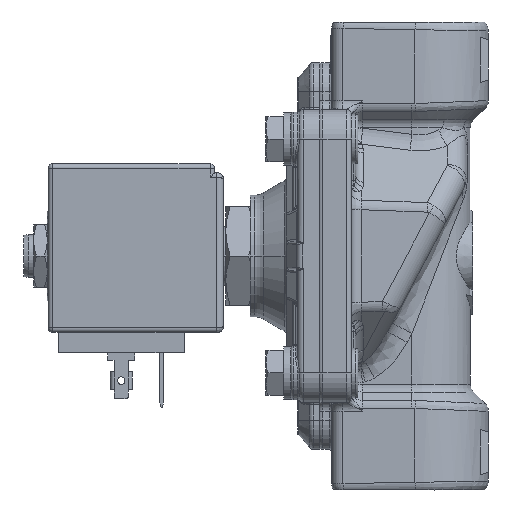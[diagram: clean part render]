
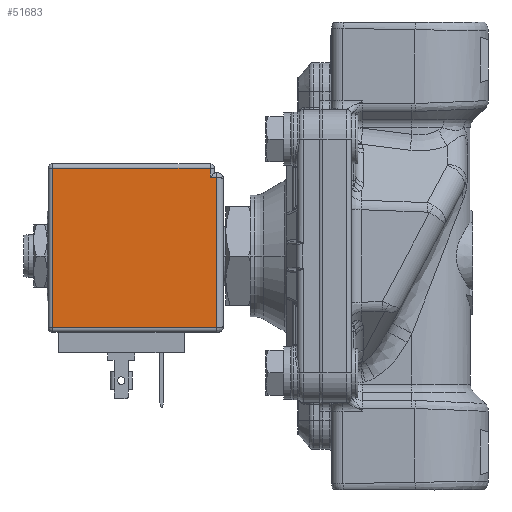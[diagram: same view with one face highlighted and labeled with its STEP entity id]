
A CAD part, left-side view. The second image highlights one B-rep face of the part: STEP entity #51683.
In plain terms, the highlighted planar face has unit normal (-1, 0, 0).
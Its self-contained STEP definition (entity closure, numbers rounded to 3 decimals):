
#11804=DIRECTION('',(0.,0.,1.));
#11805=VECTOR('',#11804,33.5);
#11806=CARTESIAN_POINT('',(-15.,43.35,
-16.));
#11807=LINE('',#11806,#11805);
#11918=DIRECTION('',(0.,1.,0.));
#11919=VECTOR('',#11918,1.5);
#11920=CARTESIAN_POINT('',(-15.,43.35,
17.5));
#11921=LINE('',#11920,#11919);
#11940=DIRECTION('',(0.,-1.,0.));
#11941=VECTOR('',#11940,36.5);
#11942=CARTESIAN_POINT('',(-15.,79.85,-16.));
#11943=LINE('',#11942,#11941);
#12114=DIRECTION('',(0.,0.,1.));
#12115=VECTOR('',#12114,2.);
#12116=CARTESIAN_POINT('',(-15.,44.85,17.5));
#12117=LINE('',#12116,#12115);
#12137=DIRECTION('',(0.,1.,0.));
#12138=VECTOR('',#12137,35.);
#12139=CARTESIAN_POINT('',(-15.,44.85,19.5));
#12140=LINE('',#12139,#12138);
#12160=DIRECTION('',(0.,0.,-1.));
#12161=VECTOR('',#12160,35.5);
#12162=CARTESIAN_POINT('',(-15.,79.85,19.5));
#12163=LINE('',#12162,#12161);
#13529=CARTESIAN_POINT('',(-15.,79.85,-16.));
#13530=CARTESIAN_POINT('',(-15.,43.35,
-16.));
#13531=VERTEX_POINT('',#13529);
#13532=VERTEX_POINT('',#13530);
#13533=CARTESIAN_POINT('',(-15.,43.35,
17.5));
#13534=VERTEX_POINT('',#13533);
#13535=CARTESIAN_POINT('',(-15.,79.85,19.5));
#13536=VERTEX_POINT('',#13535);
#13537=CARTESIAN_POINT('',(-15.,44.85,19.5));
#13538=VERTEX_POINT('',#13537);
#13539=CARTESIAN_POINT('',(-15.,44.85,17.5));
#13540=VERTEX_POINT('',#13539);
#51666=CARTESIAN_POINT('',(-15.,61.6,1.75));
#51667=DIRECTION('',(1.,0.,0.));
#51668=DIRECTION('',(0.,0.,1.));
#51669=AXIS2_PLACEMENT_3D('',#51666,#51667,#51668);
#51670=PLANE('',#51669);
#51671=ORIENTED_EDGE('',*,*,#51256,.F.);
#51673=ORIENTED_EDGE('',*,*,#51672,.F.);
#51675=ORIENTED_EDGE('',*,*,#51674,.F.);
#51677=ORIENTED_EDGE('',*,*,#51676,.F.);
#51679=ORIENTED_EDGE('',*,*,#51678,.F.);
#51680=ORIENTED_EDGE('',*,*,#51593,.F.);
#51681=EDGE_LOOP('',(#51671,#51673,#51675,#51677,#51679,#51680));
#51682=FACE_OUTER_BOUND('',#51681,.F.);
#51683=ADVANCED_FACE('',(#51682),#51670,.F.);
#51256=EDGE_CURVE('',#13532,#13534,#11807,.T.);
#51593=EDGE_CURVE('',#13534,#13540,#11921,.T.);
#51672=EDGE_CURVE('',#13531,#13532,#11943,.T.);
#51674=EDGE_CURVE('',#13536,#13531,#12163,.T.);
#51676=EDGE_CURVE('',#13538,#13536,#12140,.T.);
#51678=EDGE_CURVE('',#13540,#13538,#12117,.T.);
